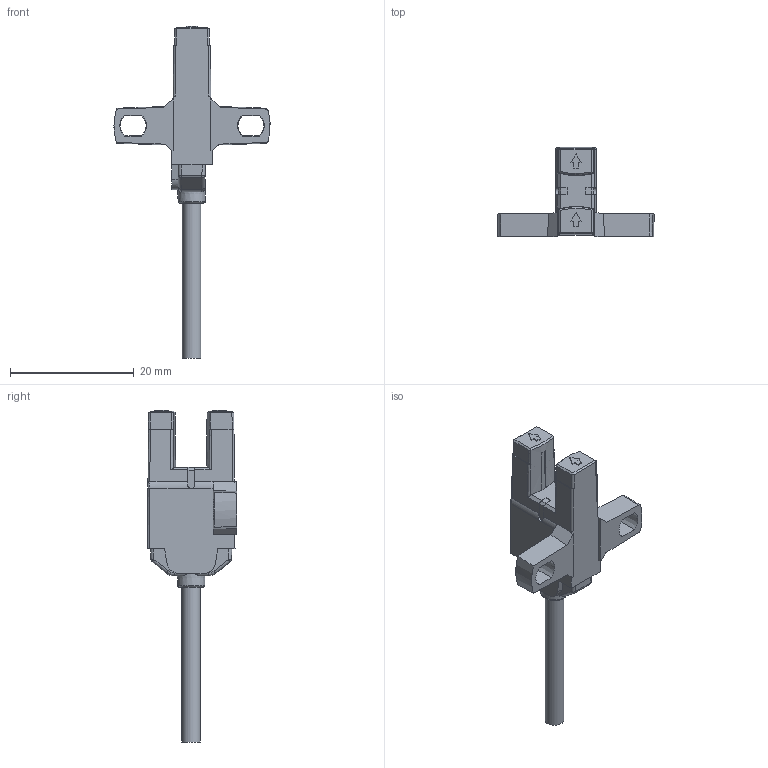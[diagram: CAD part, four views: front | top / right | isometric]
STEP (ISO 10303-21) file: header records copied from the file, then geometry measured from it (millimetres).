
FILE_DESCRIPTION(/* description */ (''),/* implementation_level */ '2;1');
FILE_NAME(/* name */ 'ST-103.stp',/* time_stamp */ '2021-06-10T14:18:27+08:00',/* author */ (''),/* organization */ (''),/* preprocessor_version */ 'ST-DEVELOPER v14',/* originating_system */ 'SIEMENS PLM Software NX 8.0',/* authorisation */ '');
FILE_SCHEMA (('AUTOMOTIVE_DESIGN { 1 0 10303 214 3 1 1 1 }'));
Length unit declared in the file: millimetre
Products named in the file (1): Admi3F547582gmp2
Bounding box: 25.19 x 14.4 x 53.57 mm (x, y, z)
Volume: 2403.7 mm3; surface area: 1837.8 mm2
Topology: 1 solids, 1 shells, 188 faces, 506 edges, 319 vertices
Faces by surface type: plane 104, cylinder 42, bspline 24, cone 13, sphere 4, torus 1
Full cylindrical faces by diameter (mm): 3 x1
Entity records: 6473 total; most frequent: CARTESIAN_POINT 1887, ORIENTED_EDGE 1000, DIRECTION 888, EDGE_CURVE 500, VERTEX_POINT 322, AXIS2_PLACEMENT_3D 308, LINE 272, VECTOR 272
